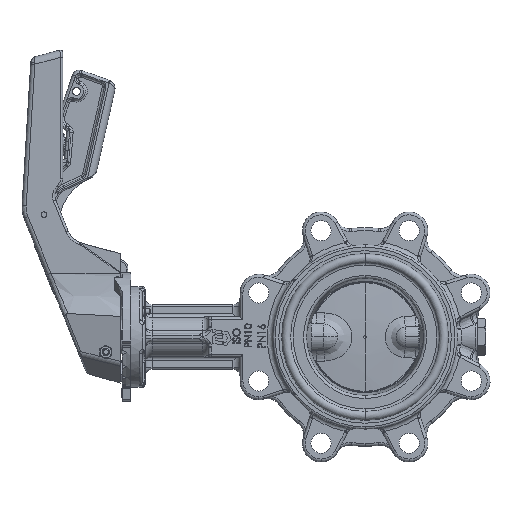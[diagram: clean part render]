
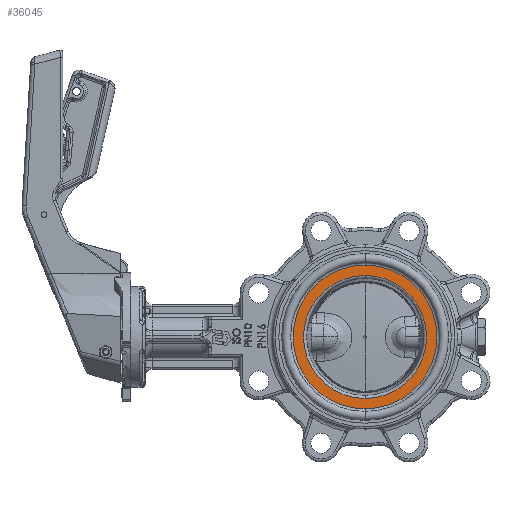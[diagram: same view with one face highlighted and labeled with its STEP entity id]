
A CAD part, left-side view. The second image highlights one B-rep face of the part: STEP entity #36045.
In plain terms, the highlighted planar face has unit normal (-1, 0, 0).
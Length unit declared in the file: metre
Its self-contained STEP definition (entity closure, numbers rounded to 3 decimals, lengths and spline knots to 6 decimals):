
#202 = ORIENTED_EDGE ( 'NONE', *, *, #16797, .T. ) ;
#2704 = DIRECTION ( 'NONE',  ( 1., 0., 0. ) ) ;
#6299 = AXIS2_PLACEMENT_3D ( 'NONE', #113553, #69166, #24147 ) ;
#6377 = DIRECTION ( 'NONE',  ( 0., 0., 1. ) ) ;
#8253 = CIRCLE ( 'NONE', #6299, 0.04279 ) ;
#9869 = CARTESIAN_POINT ( 'NONE',  ( -0.023, 0., 0. ) ) ;
#10429 = DIRECTION ( 'NONE',  ( 0., 0., 1. ) ) ;
#11002 = DIRECTION ( 'NONE',  ( -1., 0., 0. ) ) ;
#11871 = VERTEX_POINT ( 'NONE', #50251 ) ;
#16797 = EDGE_CURVE ( 'NONE', #89167, #34779, #28940, .T. ) ;
#17273 = EDGE_CURVE ( 'NONE', #34779, #89167, #90505, .T. ) ;
#18080 = FACE_OUTER_BOUND ( 'NONE', #76804, .T. ) ;
#24147 = DIRECTION ( 'NONE',  ( 0., 0., 1. ) ) ;
#27719 = CARTESIAN_POINT ( 'NONE',  ( -0.023, 0., -0.04279 ) ) ;
#28940 = CIRCLE ( 'NONE', #96371, 0.050007 ) ;
#34779 = VERTEX_POINT ( 'NONE', #93142 ) ;
#35025 = CARTESIAN_POINT ( 'NONE',  ( -0.023, -0.050007, 0. ) ) ;
#36045 = ADVANCED_FACE ( 'NONE', ( #98111, #18080 ), #56426, .F. ) ;
#45757 = AXIS2_PLACEMENT_3D ( 'NONE', #112139, #110990, #6377 ) ;
#47547 = CIRCLE ( 'NONE', #45757, 0.04279 ) ;
#50251 = CARTESIAN_POINT ( 'NONE',  ( -0.023, 0., 0.04279 ) ) ;
#55341 = AXIS2_PLACEMENT_3D ( 'NONE', #9869, #11002, #10429 ) ;
#56426 = PLANE ( 'NONE',  #111117 ) ;
#61026 = EDGE_CURVE ( 'NONE', #11871, #85375, #8253, .T. ) ;
#62600 = EDGE_CURVE ( 'NONE', #85375, #11871, #47547, .T. ) ;
#63376 = ORIENTED_EDGE ( 'NONE', *, *, #62600, .F. ) ;
#68802 = ORIENTED_EDGE ( 'NONE', *, *, #17273, .T. ) ;
#69166 = DIRECTION ( 'NONE',  ( -1., 0., 0. ) ) ;
#70705 = DIRECTION ( 'NONE',  ( 0., 0., -1. ) ) ;
#76804 = EDGE_LOOP ( 'NONE', ( #202, #68802 ) ) ;
#79850 = EDGE_LOOP ( 'NONE', ( #102832, #63376 ) ) ;
#85375 = VERTEX_POINT ( 'NONE', #27719 ) ;
#89167 = VERTEX_POINT ( 'NONE', #102795 ) ;
#90505 = CIRCLE ( 'NONE', #55341, 0.050007 ) ;
#93142 = CARTESIAN_POINT ( 'NONE',  ( -0.023, 0., -0.050007 ) ) ;
#96371 = AXIS2_PLACEMENT_3D ( 'NONE', #113011, #97231, #114194 ) ;
#97231 = DIRECTION ( 'NONE',  ( -1., 0., 0. ) ) ;
#98111 = FACE_BOUND ( 'NONE', #79850, .T. ) ;
#102795 = CARTESIAN_POINT ( 'NONE',  ( -0.023, 0., 0.050007 ) ) ;
#102832 = ORIENTED_EDGE ( 'NONE', *, *, #61026, .F. ) ;
#110990 = DIRECTION ( 'NONE',  ( -1., 0., 0. ) ) ;
#111117 = AXIS2_PLACEMENT_3D ( 'NONE', #35025, #2704, #70705 ) ;
#112139 = CARTESIAN_POINT ( 'NONE',  ( -0.023, 0., 0. ) ) ;
#113011 = CARTESIAN_POINT ( 'NONE',  ( -0.023, 0., 0. ) ) ;
#113553 = CARTESIAN_POINT ( 'NONE',  ( -0.023, 0., 0. ) ) ;
#114194 = DIRECTION ( 'NONE',  ( 0., 0., 1. ) ) ;
